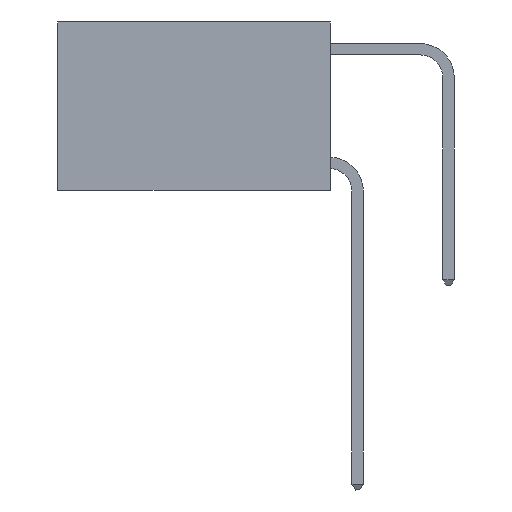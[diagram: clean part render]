
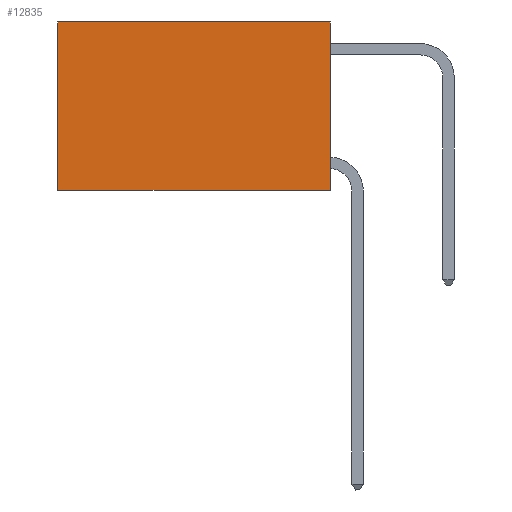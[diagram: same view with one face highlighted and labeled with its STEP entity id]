
A CAD part, left-side view. The second image highlights one B-rep face of the part: STEP entity #12835.
In plain terms, the highlighted planar face has unit normal (-1, 0, 0).
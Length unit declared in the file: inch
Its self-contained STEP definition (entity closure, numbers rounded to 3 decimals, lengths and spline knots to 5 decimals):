
#29 = VERTEX_POINT ( 'NONE', #6340 ) ;
#225 = EDGE_LOOP ( 'NONE', ( #436, #14541, #14433, #2309 ) ) ;
#436 = ORIENTED_EDGE ( 'NONE', *, *, #13682, .T. ) ;
#2309 = ORIENTED_EDGE ( 'NONE', *, *, #9337, .T. ) ;
#2704 = CARTESIAN_POINT ( 'NONE',  ( 0.2625, 0.6, 0. ) ) ;
#3436 = EDGE_CURVE ( 'NONE', #4363, #29, #9063, .T. ) ;
#3585 = CARTESIAN_POINT ( 'NONE',  ( 0.2625, 0., 0. ) ) ;
#3645 = LINE ( 'NONE', #2704, #6096 ) ;
#3812 = CARTESIAN_POINT ( 'NONE',  ( 0.2625, 0., -0.37 ) ) ;
#3967 = DIRECTION ( 'NONE',  ( 0., 0., -1. ) ) ;
#4363 = VERTEX_POINT ( 'NONE', #3812 ) ;
#4598 = VECTOR ( 'NONE', #14360, 39.37008 ) ;
#6082 = VECTOR ( 'NONE', #9542, 39.37008 ) ;
#6096 = VECTOR ( 'NONE', #3967, 39.37008 ) ;
#6340 = CARTESIAN_POINT ( 'NONE',  ( 0.2625, 0.6, -0.37 ) ) ;
#6929 = PLANE ( 'NONE',  #8683 ) ;
#8683 = AXIS2_PLACEMENT_3D ( 'NONE', #11737, #12733, #14111 ) ;
#8904 = LINE ( 'NONE', #11697, #13370 ) ;
#9063 = LINE ( 'NONE', #13438, #6082 ) ;
#9078 = LINE ( 'NONE', #10557, #4598 ) ;
#9276 = EDGE_CURVE ( 'NONE', #9836, #4363, #8904, .T. ) ;
#9337 = EDGE_CURVE ( 'NONE', #9836, #13226, #9078, .T. ) ;
#9451 = DIRECTION ( 'NONE',  ( 0., 0., -1. ) ) ;
#9542 = DIRECTION ( 'NONE',  ( 0., 1., 0. ) ) ;
#9836 = VERTEX_POINT ( 'NONE', #3585 ) ;
#10402 = FACE_OUTER_BOUND ( 'NONE', #225, .T. ) ;
#10557 = CARTESIAN_POINT ( 'NONE',  ( 0.2625, 0., 0. ) ) ;
#10689 = CARTESIAN_POINT ( 'NONE',  ( 0.2625, 0.6, 0. ) ) ;
#11697 = CARTESIAN_POINT ( 'NONE',  ( 0.2625, 0., 0. ) ) ;
#11737 = CARTESIAN_POINT ( 'NONE',  ( 0.2625, 0., 0. ) ) ;
#12733 = DIRECTION ( 'NONE',  ( 1., 0., 0. ) ) ;
#12835 = ADVANCED_FACE ( 'NONE', ( #10402 ), #6929, .F. ) ;
#13226 = VERTEX_POINT ( 'NONE', #10689 ) ;
#13370 = VECTOR ( 'NONE', #9451, 39.37008 ) ;
#13438 = CARTESIAN_POINT ( 'NONE',  ( 0.2625, 0., -0.37 ) ) ;
#13682 = EDGE_CURVE ( 'NONE', #13226, #29, #3645, .T. ) ;
#14111 = DIRECTION ( 'NONE',  ( 0., 0., -1. ) ) ;
#14360 = DIRECTION ( 'NONE',  ( 0., 1., 0. ) ) ;
#14433 = ORIENTED_EDGE ( 'NONE', *, *, #9276, .F. ) ;
#14541 = ORIENTED_EDGE ( 'NONE', *, *, #3436, .F. ) ;
